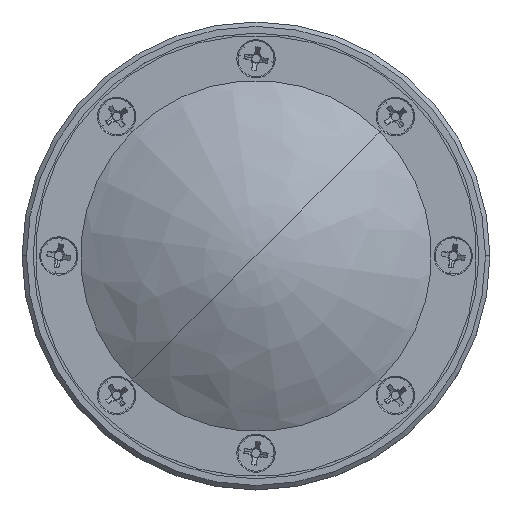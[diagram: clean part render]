
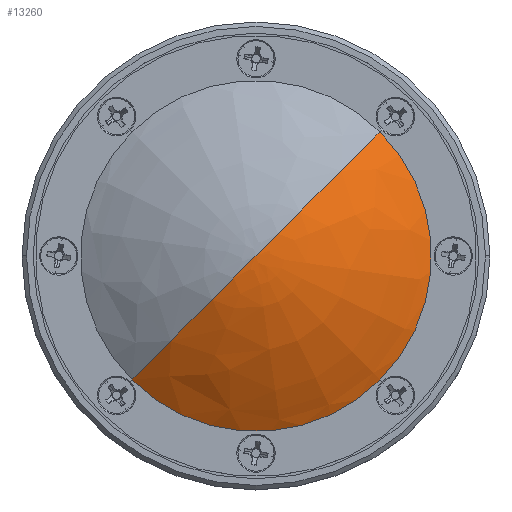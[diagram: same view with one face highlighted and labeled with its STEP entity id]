
A CAD part, top view. The second image highlights one B-rep face of the part: STEP entity #13260.
In plain terms, the highlighted free-form (B-spline) face has degree [3, 3] with [11, 4] control points.
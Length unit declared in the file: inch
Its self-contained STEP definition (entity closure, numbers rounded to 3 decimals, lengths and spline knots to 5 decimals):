
#76 = CARTESIAN_POINT ( 'NONE',  ( -0.5465, -0.5465, 0.69808 ) ) ;
#318 = CARTESIAN_POINT ( 'NONE',  ( 0.20934, 0.20934, 0.92502 ) ) ;
#408 = CARTESIAN_POINT ( 'NONE',  ( 1.45221, -0.48407, 0.75005 ) ) ;
#586 = CARTESIAN_POINT ( 'NONE',  ( 0.52577, -1.5773, 0.71571 ) ) ;
#676 = CARTESIAN_POINT ( 'NONE',  ( 0.41008, 0.41008, 0.8077 ) ) ;
#1292 = B_SPLINE_CURVE_WITH_KNOTS ( 'NONE', 3,
 ( #12991, #15607, #11693, #16981, #6697, #12031, #6956, #9380, #7037, #76, #8013 ),
 .UNSPECIFIED., .F., .F.,
 ( 4, 1, 2, 1, 1, 1, 1, 4 ),
 ( -0.68624, 2.60093, 5.20187, 10.40374, 15.6056, 18.20654, 19.50701, 20.80747 ),
 .UNSPECIFIED. ) ;
#1635 = CARTESIAN_POINT ( 'NONE',  ( 0.13887, -0.41662, 0.94876 ) ) ;
#1701 = CARTESIAN_POINT ( 'NONE',  ( 0.08514, 0.08514, 0.96325 ) ) ;
#1714 = DIRECTION ( 'NONE',  ( -0.707, 0.707, 0. ) ) ;
#1817 = CARTESIAN_POINT ( 'NONE',  ( -0.52577, -0.52577, 0.71571 ) ) ;
#1901 = CARTESIAN_POINT ( 'NONE',  ( -0.20934, -0.20934, 0.92502 ) ) ;
#1996 = CARTESIAN_POINT ( 'NONE',  ( 0.03052, -0.09157, 0.96874 ) ) ;
#3048 = CARTESIAN_POINT ( 'NONE',  ( 1.67033, -0.55678, 0.68922 ) ) ;
#3228 = CARTESIAN_POINT ( 'NONE',  ( 0.20934, -0.62801, 0.92502 ) ) ;
#3326 = CARTESIAN_POINT ( 'NONE',  ( 0., 0., 0.96872 ) ) ;
#3529 = CARTESIAN_POINT ( 'NONE',  ( 0., 0., 0.96872 ) ) ;
#4003 =( BOUNDED_SURFACE ( )  B_SPLINE_SURFACE ( 3, 3, ( 
 ( #3326, #12451, #5835, #15049 ),
 ( #8603, #1996, #8420, #12539 ),
 ( #4537, #11134, #8253, #7298 ),
 ( #10005, #1635, #9919, #16355 ),
 ( #1901, #3228, #12627, #318 ),
 ( #8512, #9822, #7029, #16619 ),
 ( #6012, #13842, #13754, #676 ),
 ( #7203, #4366, #408, #4453 ),
 ( #1817, #586, #12368, #14958 ),
 ( #9637, #11319, #5927, #11232 ),
 ( #5664, #16531, #3048, #4713 ) ),
 .UNSPECIFIED., .F., .F., .T. ) 
 B_SPLINE_SURFACE_WITH_KNOTS ( ( 4, 1, 2, 1, 1, 1, 1, 4 ),
 ( 4, 4 ),
 ( -0.68624, 2.60093, 5.20187, 10.40374, 15.6056, 18.20654, 19.50701, 20.80747 ),
 ( 0., 1. ),
 .UNSPECIFIED. ) 
 GEOMETRIC_REPRESENTATION_ITEM ( )  RATIONAL_B_SPLINE_SURFACE ( (
 ( 1., 0.333, 0.333, 1.),
 ( 1., 0.333, 0.333, 1.),
 ( 1., 0.333, 0.333, 1.),
 ( 1., 0.333, 0.333, 1.),
 ( 1., 0.333, 0.333, 1.),
 ( 1., 0.333, 0.333, 1.),
 ( 1., 0.333, 0.333, 1.),
 ( 1., 0.333, 0.333, 1.),
 ( 1., 0.333, 0.333, 1.),
 ( 1., 0.333, 0.333, 1.),
 ( 1., 0.333, 0.333, 1.) ) ) 
 REPRESENTATION_ITEM ( '' )  SURFACE ( )  );
#4189 = CARTESIAN_POINT ( 'NONE',  ( 0.55678, 0.55678, 0.68922 ) ) ;
#4366 = CARTESIAN_POINT ( 'NONE',  ( 0.48407, -1.45221, 0.75005 ) ) ;
#4453 = CARTESIAN_POINT ( 'NONE',  ( 0.48407, 0.48407, 0.75005 ) ) ;
#4537 = CARTESIAN_POINT ( 'NONE',  ( -0.08514, -0.08514, 0.96325 ) ) ;
#4713 = CARTESIAN_POINT ( 'NONE',  ( 0.55678, 0.55678, 0.68922 ) ) ;
#5664 = CARTESIAN_POINT ( 'NONE',  ( -0.55678, -0.55678, 0.68922 ) ) ;
#5835 = CARTESIAN_POINT ( 'NONE',  ( 0., 0., 0.96872 ) ) ;
#5927 = CARTESIAN_POINT ( 'NONE',  ( 1.63951, -0.5465, 0.69808 ) ) ;
#5945 = CARTESIAN_POINT ( 'NONE',  ( 0., 0., 0.96872 ) ) ;
#6012 = CARTESIAN_POINT ( 'NONE',  ( -0.41008, -0.41008, 0.8077 ) ) ;
#6331 = EDGE_LOOP ( 'NONE', ( #14640, #8974, #7320 ) ) ;
#6697 = CARTESIAN_POINT ( 'NONE',  ( -0.20934, -0.20934, 0.92502 ) ) ;
#6889 = CIRCLE ( 'NONE', #12751, 0.7874 ) ;
#6956 = CARTESIAN_POINT ( 'NONE',  ( -0.41008, -0.41008, 0.8077 ) ) ;
#7003 = CARTESIAN_POINT ( 'NONE',  ( 0.41008, 0.41008, 0.8077 ) ) ;
#7029 = CARTESIAN_POINT ( 'NONE',  ( 0.90319, -0.30106, 0.88138 ) ) ;
#7037 = CARTESIAN_POINT ( 'NONE',  ( -0.52577, -0.52577, 0.71571 ) ) ;
#7203 = CARTESIAN_POINT ( 'NONE',  ( -0.48407, -0.48407, 0.75005 ) ) ;
#7298 = CARTESIAN_POINT ( 'NONE',  ( 0.08514, 0.08514, 0.96325 ) ) ;
#7320 = ORIENTED_EDGE ( 'NONE', *, *, #9290, .T. ) ;
#7382 = VERTEX_POINT ( 'NONE', #8904 ) ;
#8013 = CARTESIAN_POINT ( 'NONE',  ( -0.55678, -0.55678, 0.68922 ) ) ;
#8253 = CARTESIAN_POINT ( 'NONE',  ( 0.25543, -0.08514, 0.96325 ) ) ;
#8395 = CARTESIAN_POINT ( 'NONE',  ( 0.03052, 0.03052, 0.96874 ) ) ;
#8420 = CARTESIAN_POINT ( 'NONE',  ( 0.09157, -0.03052, 0.96874 ) ) ;
#8512 = CARTESIAN_POINT ( 'NONE',  ( -0.30106, -0.30106, 0.88138 ) ) ;
#8603 = CARTESIAN_POINT ( 'NONE',  ( -0.03052, -0.03052, 0.96874 ) ) ;
#8904 = CARTESIAN_POINT ( 'NONE',  ( -0.55678, -0.55678, 0.68922 ) ) ;
#8974 = ORIENTED_EDGE ( 'NONE', *, *, #12483, .T. ) ;
#9290 = EDGE_CURVE ( 'NONE', #7382, #11614, #6889, .T. ) ;
#9380 = CARTESIAN_POINT ( 'NONE',  ( -0.48407, -0.48407, 0.75005 ) ) ;
#9637 = CARTESIAN_POINT ( 'NONE',  ( -0.5465, -0.5465, 0.69808 ) ) ;
#9794 = CARTESIAN_POINT ( 'NONE',  ( 0.20934, 0.20934, 0.92502 ) ) ;
#9822 = CARTESIAN_POINT ( 'NONE',  ( 0.30106, -0.90319, 0.88138 ) ) ;
#9919 = CARTESIAN_POINT ( 'NONE',  ( 0.41662, -0.13887, 0.94876 ) ) ;
#10005 = CARTESIAN_POINT ( 'NONE',  ( -0.13887, -0.13887, 0.94876 ) ) ;
#10081 = B_SPLINE_CURVE_WITH_KNOTS ( 'NONE', 3,
 ( #3529, #8395, #1701, #11101, #9794, #16323, #7003, #16412, #12340, #16826, #15104 ),
 .UNSPECIFIED., .F., .F.,
 ( 4, 1, 2, 1, 1, 1, 1, 4 ),
 ( -0.68624, 2.60093, 5.20187, 10.40374, 15.6056, 18.20654, 19.50701, 20.80747 ),
 .UNSPECIFIED. ) ;
#11101 = CARTESIAN_POINT ( 'NONE',  ( 0.13887, 0.13887, 0.94876 ) ) ;
#11134 = CARTESIAN_POINT ( 'NONE',  ( 0.08514, -0.25543, 0.96325 ) ) ;
#11217 = DIRECTION ( 'NONE',  ( 0., 0., 1. ) ) ;
#11232 = CARTESIAN_POINT ( 'NONE',  ( 0.5465, 0.5465, 0.69808 ) ) ;
#11319 = CARTESIAN_POINT ( 'NONE',  ( 0.5465, -1.63951, 0.69808 ) ) ;
#11449 = VERTEX_POINT ( 'NONE', #5945 ) ;
#11614 = VERTEX_POINT ( 'NONE', #4189 ) ;
#11693 = CARTESIAN_POINT ( 'NONE',  ( -0.08514, -0.08514, 0.96325 ) ) ;
#11983 = EDGE_CURVE ( 'NONE', #11449, #11614, #10081, .T. ) ;
#12031 = CARTESIAN_POINT ( 'NONE',  ( -0.30106, -0.30106, 0.88138 ) ) ;
#12340 = CARTESIAN_POINT ( 'NONE',  ( 0.52577, 0.52577, 0.71571 ) ) ;
#12368 = CARTESIAN_POINT ( 'NONE',  ( 1.5773, -0.52577, 0.71571 ) ) ;
#12451 = CARTESIAN_POINT ( 'NONE',  ( 0., 0., 0.96872 ) ) ;
#12483 = EDGE_CURVE ( 'NONE', #11449, #7382, #1292, .T. ) ;
#12539 = CARTESIAN_POINT ( 'NONE',  ( 0.03052, 0.03052, 0.96874 ) ) ;
#12627 = CARTESIAN_POINT ( 'NONE',  ( 0.62801, -0.20934, 0.92502 ) ) ;
#12751 = AXIS2_PLACEMENT_3D ( 'NONE', #16337, #11217, #1714 ) ;
#12991 = CARTESIAN_POINT ( 'NONE',  ( 0., 0., 0.96872 ) ) ;
#13260 = ADVANCED_FACE ( 'NONE', ( #15137 ), #4003, .T. ) ;
#13754 = CARTESIAN_POINT ( 'NONE',  ( 1.23025, -0.41008, 0.8077 ) ) ;
#13842 = CARTESIAN_POINT ( 'NONE',  ( 0.41008, -1.23025, 0.8077 ) ) ;
#14640 = ORIENTED_EDGE ( 'NONE', *, *, #11983, .F. ) ;
#14958 = CARTESIAN_POINT ( 'NONE',  ( 0.52577, 0.52577, 0.71571 ) ) ;
#15049 = CARTESIAN_POINT ( 'NONE',  ( 0., 0., 0.96872 ) ) ;
#15104 = CARTESIAN_POINT ( 'NONE',  ( 0.55678, 0.55678, 0.68922 ) ) ;
#15137 = FACE_OUTER_BOUND ( 'NONE', #6331, .T. ) ;
#15607 = CARTESIAN_POINT ( 'NONE',  ( -0.03052, -0.03052, 0.96874 ) ) ;
#16323 = CARTESIAN_POINT ( 'NONE',  ( 0.30106, 0.30106, 0.88138 ) ) ;
#16337 = CARTESIAN_POINT ( 'NONE',  ( 0., 0., 0.68922 ) ) ;
#16355 = CARTESIAN_POINT ( 'NONE',  ( 0.13887, 0.13887, 0.94876 ) ) ;
#16412 = CARTESIAN_POINT ( 'NONE',  ( 0.48407, 0.48407, 0.75005 ) ) ;
#16531 = CARTESIAN_POINT ( 'NONE',  ( 0.55678, -1.67033, 0.68922 ) ) ;
#16619 = CARTESIAN_POINT ( 'NONE',  ( 0.30106, 0.30106, 0.88138 ) ) ;
#16826 = CARTESIAN_POINT ( 'NONE',  ( 0.5465, 0.5465, 0.69808 ) ) ;
#16981 = CARTESIAN_POINT ( 'NONE',  ( -0.13887, -0.13887, 0.94876 ) ) ;
